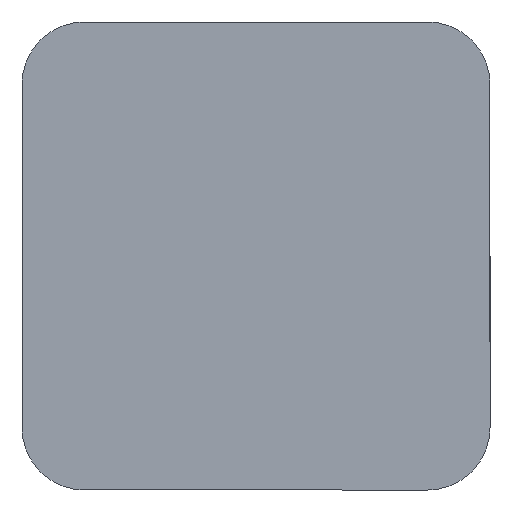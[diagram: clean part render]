
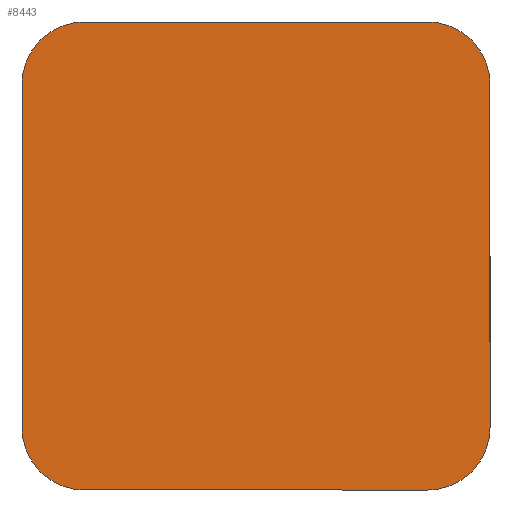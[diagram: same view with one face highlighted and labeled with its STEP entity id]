
A CAD part, left-side view. The second image highlights one B-rep face of the part: STEP entity #8443.
In plain terms, the highlighted planar face has unit normal (-1, 0, 0).
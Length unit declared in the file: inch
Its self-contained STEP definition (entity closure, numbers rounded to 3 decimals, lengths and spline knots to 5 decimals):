
#68 = ORIENTED_EDGE ( 'NONE', *, *, #130, .F. ) ;
#130 = EDGE_CURVE ( 'NONE', #2119, #8790, #1005, .T. ) ;
#247 = CARTESIAN_POINT ( 'NONE',  ( -3.59365, 0.29915, 1.19377 ) ) ;
#264 = VERTEX_POINT ( 'NONE', #6891 ) ;
#701 = VERTEX_POINT ( 'NONE', #8120 ) ;
#721 = AXIS2_PLACEMENT_3D ( 'NONE', #7442, #4636, #1846 ) ;
#867 = VERTEX_POINT ( 'NONE', #8522 ) ;
#885 = ORIENTED_EDGE ( 'NONE', *, *, #7781, .F. ) ;
#969 = AXIS2_PLACEMENT_3D ( 'NONE', #4134, #4808, #3546 ) ;
#1005 = LINE ( 'NONE', #8001, #3018 ) ;
#1127 = LINE ( 'NONE', #8124, #2113 ) ;
#1332 = EDGE_LOOP ( 'NONE', ( #2586, #6534, #7577, #6217, #6665, #5735, #885, #68 ) ) ;
#1410 = AXIS2_PLACEMENT_3D ( 'NONE', #1619, #5044, #4372 ) ;
#1619 = CARTESIAN_POINT ( 'NONE',  ( -3.59365, -1.00085, 0.09377 ) ) ;
#1687 = CARTESIAN_POINT ( 'NONE',  ( -3.59365, 0.29915, 0.09377 ) ) ;
#1738 = DIRECTION ( 'NONE',  ( 0., 0., -1. ) ) ;
#1846 = DIRECTION ( 'NONE',  ( 0., 0., -1. ) ) ;
#1916 = DIRECTION ( 'NONE',  ( 0., 1., 0. ) ) ;
#2113 = VECTOR ( 'NONE', #2605, 39.37008 ) ;
#2119 = VERTEX_POINT ( 'NONE', #7287 ) ;
#2484 = DIRECTION ( 'NONE',  ( 0., 0., 1. ) ) ;
#2586 = ORIENTED_EDGE ( 'NONE', *, *, #4453, .F. ) ;
#2588 = EDGE_CURVE ( 'NONE', #6951, #5924, #3127, .T. ) ;
#2605 = DIRECTION ( 'NONE',  ( 0., -1., 0. ) ) ;
#2648 = VERTEX_POINT ( 'NONE', #8910 ) ;
#2775 = CIRCLE ( 'NONE', #7395, 0.2 ) ;
#3018 = VECTOR ( 'NONE', #4568, 39.37008 ) ;
#3127 = LINE ( 'NONE', #8690, #4322 ) ;
#3374 = EDGE_CURVE ( 'NONE', #5924, #264, #4699, .T. ) ;
#3546 = DIRECTION ( 'NONE',  ( 0., 0., -1. ) ) ;
#4032 = DIRECTION ( 'NONE',  ( 0., 0., -1. ) ) ;
#4134 = CARTESIAN_POINT ( 'NONE',  ( -3.59365, -1.00085, 1.19377 ) ) ;
#4255 = EDGE_CURVE ( 'NONE', #867, #2648, #6701, .T. ) ;
#4322 = VECTOR ( 'NONE', #2484, 39.37008 ) ;
#4364 = VECTOR ( 'NONE', #1916, 39.37008 ) ;
#4372 = DIRECTION ( 'NONE',  ( 0., 0., -1. ) ) ;
#4453 = EDGE_CURVE ( 'NONE', #701, #2119, #2775, .T. ) ;
#4568 = DIRECTION ( 'NONE',  ( 0., 0., -1. ) ) ;
#4577 = CARTESIAN_POINT ( 'NONE',  ( -3.59365, -1.00085, 1.19377 ) ) ;
#4636 = DIRECTION ( 'NONE',  ( 1., 0., 0. ) ) ;
#4652 = DIRECTION ( 'NONE',  ( 1., 0., 0. ) ) ;
#4699 = CIRCLE ( 'NONE', #7003, 0.2 ) ;
#4808 = DIRECTION ( 'NONE',  ( 1., 0., 0. ) ) ;
#5044 = DIRECTION ( 'NONE',  ( 1., 0., 0. ) ) ;
#5428 = PLANE ( 'NONE',  #969 ) ;
#5735 = ORIENTED_EDGE ( 'NONE', *, *, #4255, .F. ) ;
#5924 = VERTEX_POINT ( 'NONE', #247 ) ;
#6217 = ORIENTED_EDGE ( 'NONE', *, *, #2588, .F. ) ;
#6476 = CIRCLE ( 'NONE', #721, 0.2 ) ;
#6534 = ORIENTED_EDGE ( 'NONE', *, *, #7935, .F. ) ;
#6570 = EDGE_CURVE ( 'NONE', #2648, #6951, #6476, .T. ) ;
#6665 = ORIENTED_EDGE ( 'NONE', *, *, #6570, .F. ) ;
#6701 = LINE ( 'NONE', #8115, #4364 ) ;
#6891 = CARTESIAN_POINT ( 'NONE',  ( -3.59365, 0.09915, 1.39377 ) ) ;
#6951 = VERTEX_POINT ( 'NONE', #1687 ) ;
#7003 = AXIS2_PLACEMENT_3D ( 'NONE', #7503, #4652, #4032 ) ;
#7287 = CARTESIAN_POINT ( 'NONE',  ( -3.59365, -1.20085, 1.19377 ) ) ;
#7395 = AXIS2_PLACEMENT_3D ( 'NONE', #4577, #8607, #1738 ) ;
#7442 = CARTESIAN_POINT ( 'NONE',  ( -3.59365, 0.09915, 0.09377 ) ) ;
#7503 = CARTESIAN_POINT ( 'NONE',  ( -3.59365, 0.09915, 1.19377 ) ) ;
#7577 = ORIENTED_EDGE ( 'NONE', *, *, #3374, .F. ) ;
#7781 = EDGE_CURVE ( 'NONE', #8790, #867, #8190, .T. ) ;
#7935 = EDGE_CURVE ( 'NONE', #264, #701, #1127, .T. ) ;
#8001 = CARTESIAN_POINT ( 'NONE',  ( -3.59365, -1.20085, 1.19377 ) ) ;
#8115 = CARTESIAN_POINT ( 'NONE',  ( -3.59365, 0.09915, -0.10623 ) ) ;
#8120 = CARTESIAN_POINT ( 'NONE',  ( -3.59365, -1.00085, 1.39377 ) ) ;
#8124 = CARTESIAN_POINT ( 'NONE',  ( -3.59365, 0.09915, 1.39377 ) ) ;
#8190 = CIRCLE ( 'NONE', #1410, 0.2 ) ;
#8248 = FACE_OUTER_BOUND ( 'NONE', #1332, .T. ) ;
#8406 = CARTESIAN_POINT ( 'NONE',  ( -3.59365, -1.20085, 0.09377 ) ) ;
#8443 = ADVANCED_FACE ( 'NONE', ( #8248 ), #5428, .F. ) ;
#8522 = CARTESIAN_POINT ( 'NONE',  ( -3.59365, -1.00085, -0.10623 ) ) ;
#8607 = DIRECTION ( 'NONE',  ( 1., 0., 0. ) ) ;
#8690 = CARTESIAN_POINT ( 'NONE',  ( -3.59365, 0.29915, 1.19377 ) ) ;
#8790 = VERTEX_POINT ( 'NONE', #8406 ) ;
#8910 = CARTESIAN_POINT ( 'NONE',  ( -3.59365, 0.09915, -0.10623 ) ) ;
